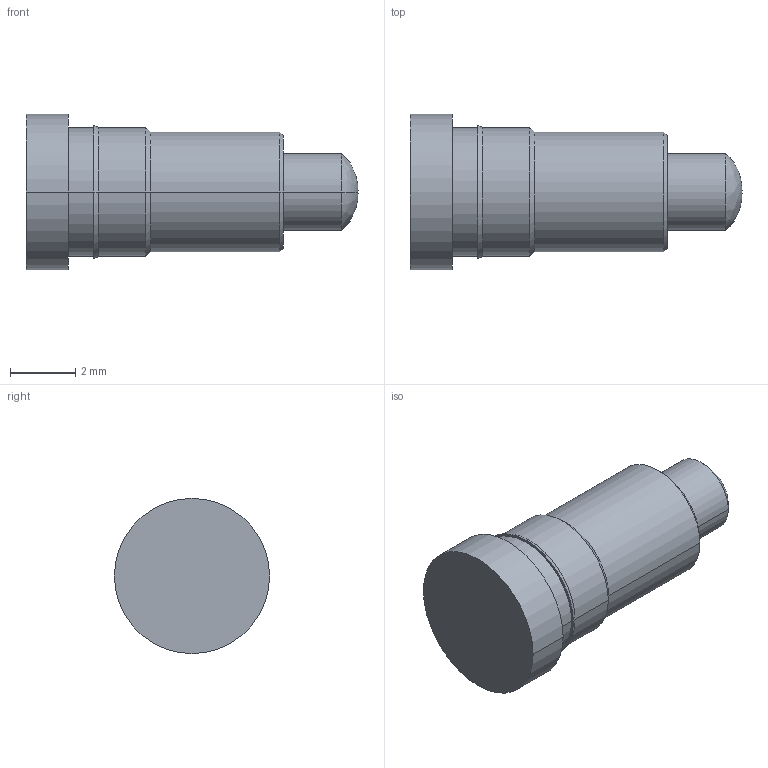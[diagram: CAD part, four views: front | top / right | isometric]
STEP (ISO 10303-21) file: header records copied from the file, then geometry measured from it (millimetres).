
FILE_DESCRIPTION (( 'STEP AP214' ), '1' );
FILE_NAME ('UEBK-13301.STEP', '2019-07-08T06:23:56', ( '' ), ( '' ), 'SwSTEP 2.0', 'SolidWorks 2019', '' );
FILE_SCHEMA (( 'AUTOMOTIVE_DESIGN' ));
Length unit declared in the file: millimetre
Products named in the file (1): UEBK-13301
Bounding box: 10.16 x 4.75 x 4.75 mm (x, y, z)
Volume: 104.9 mm3; surface area: 146 mm2
Topology: 1 solids, 1 shells, 22 faces, 44 edges, 25 vertices
Faces by surface type: cylinder 10, cone 6, plane 4, bspline 2
Entity records: 858 total; most frequent: CARTESIAN_POINT 126, DIRECTION 106, ORIENTED_EDGE 84, AXIS2_PLACEMENT_3D 45, EDGE_CURVE 42, UNCERTAINTY_MEASURE_WITH_UNIT 25, EDGE_LOOP 25, VERTEX_POINT 25
